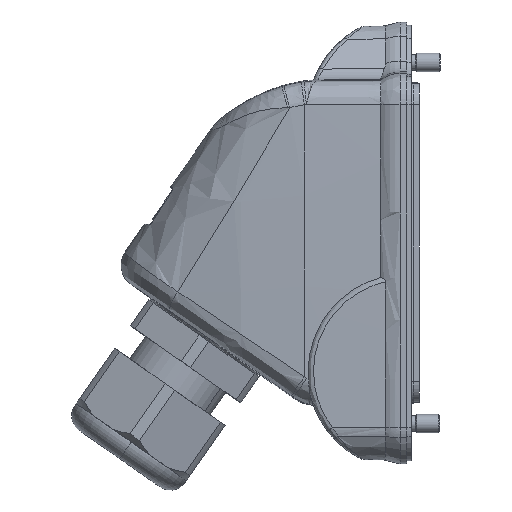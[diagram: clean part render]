
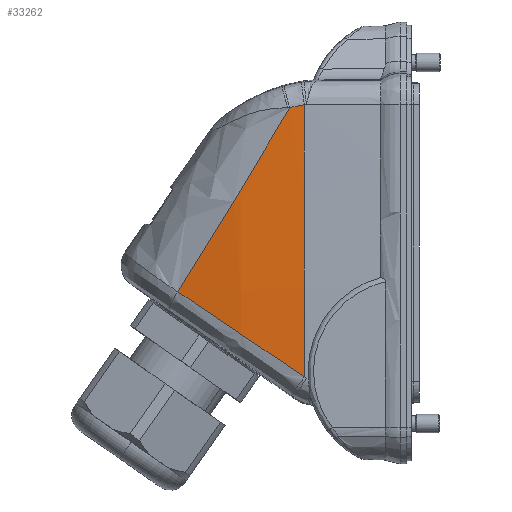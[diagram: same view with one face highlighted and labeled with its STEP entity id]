
A CAD part, left-side view. The second image highlights one B-rep face of the part: STEP entity #33262.
In plain terms, the highlighted toroidal (fillet/blend) face has major radius 1400.85 mm and minor radius 100 mm.
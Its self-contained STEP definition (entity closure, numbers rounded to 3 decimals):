
#1466=CARTESIAN_POINT('',(-17.588,8.5,
-21.877));
#9636=CARTESIAN_POINT('',(-17.535,10.874,22.114));
#9637=CARTESIAN_POINT('',(-17.539,10.761,22.146));
#9638=CARTESIAN_POINT('',(-17.548,10.41,22.24));
#9639=CARTESIAN_POINT('',(-17.561,9.818,22.38));
#9640=CARTESIAN_POINT('',(-17.572,9.139,22.511));
#9641=CARTESIAN_POINT('',(-17.576,8.699,22.578));
#9642=CARTESIAN_POINT('',(-17.577,8.5,22.605));
#9644=CARTESIAN_POINT('',(1483.1,8.5,0.));
#9645=DIRECTION('',(0.,-1.,0.));
#9646=DIRECTION('',(-1.,0.,0.015));
#9647=AXIS2_PLACEMENT_3D('',#9644,#9645,#9646);
#9649=CARTESIAN_POINT('',(-17.588,8.5,
-21.877));
#9650=CARTESIAN_POINT('',(-17.59,10.819,
-20.311));
#9651=CARTESIAN_POINT('',(-17.429,15.449,
-17.188));
#9652=CARTESIAN_POINT('',(-16.693,22.347,
-12.543));
#9653=CARTESIAN_POINT('',(-15.875,26.898,
-9.486));
#9654=CARTESIAN_POINT('',(-15.385,29.157,
-7.97));
#9656=CARTESIAN_POINT('',(-15.385,29.157,
-7.97));
#9657=CARTESIAN_POINT('',(-15.467,28.797,
-7.401));
#9658=CARTESIAN_POINT('',(-15.717,27.675,
-5.623));
#9659=CARTESIAN_POINT('',(-16.096,25.788,
-2.614));
#9660=CARTESIAN_POINT('',(-16.494,23.498,1.076));
#9661=CARTESIAN_POINT('',(-16.829,21.197,4.823));
#9662=CARTESIAN_POINT('',(-17.101,18.887,8.622));
#9663=CARTESIAN_POINT('',(-17.309,16.568,12.474));
#9664=CARTESIAN_POINT('',(-17.453,14.244,16.377));
#9665=CARTESIAN_POINT('',(-17.518,12.346,19.597));
#9666=CARTESIAN_POINT('',(-17.533,11.224,21.515));
#9667=CARTESIAN_POINT('',(-17.535,10.874,22.114));
#10299=CARTESIAN_POINT('',(-17.535,10.874,
22.114));
#12419=VERTEX_POINT('',#1466);
#12420=CARTESIAN_POINT('',(-17.577,8.5,
22.605));
#12421=VERTEX_POINT('',#12420);
#12610=VERTEX_POINT('',#10299);
#12611=VERTEX_POINT('',#9654);
#33249=CARTESIAN_POINT('',(1483.1,7.627,0.));
#33250=DIRECTION('',(0.,1.,0.));
#33251=DIRECTION('',(1.,0.,0.02));
#33252=AXIS2_PLACEMENT_3D('',#33249,#33250,#33251);
#33253=TOROIDAL_SURFACE('',#33252,1400.851,100.);
#33254=ORIENTED_EDGE('',*,*,#33235,.T.);
#33255=ORIENTED_EDGE('',*,*,#16273,.T.);
#33257=ORIENTED_EDGE('',*,*,#33256,.T.);
#33259=ORIENTED_EDGE('',*,*,#33258,.T.);
#33260=EDGE_LOOP('',(#33254,#33255,#33257,#33259));
#33261=FACE_OUTER_BOUND('',#33260,.F.);
#33262=ADVANCED_FACE('',(#33261),#33253,.T.);
#9643=B_SPLINE_CURVE_WITH_KNOTS('',3,(#9636,#9637,#9638,#9639,#9640,#9641,
#9642),.UNSPECIFIED.,.F.,.F.,(4,1,1,1,4),(0.,0.146,
0.449,0.752,1.),.UNSPECIFIED.);
#9648=CIRCLE('',#9647,1500.847);
#9655=B_SPLINE_CURVE_WITH_KNOTS('',3,(#9649,#9650,#9651,#9652,#9653,#9654),
.UNSPECIFIED.,.F.,.F.,(4,1,1,4),(0.,0.333,0.667,1.),
.UNSPECIFIED.);
#9668=B_SPLINE_CURVE_WITH_KNOTS('',3,(#9656,#9657,#9658,#9659,#9660,#9661,#9662,
#9663,#9664,#9665,#9666,#9667),.UNSPECIFIED.,.F.,.F.,(4,1,1,1,1,1,1,1,1,4),
(0.,0.057,0.179,0.302,0.427,
0.553,0.681,0.81,0.941,1.),
.UNSPECIFIED.);
#16273=EDGE_CURVE('',#12421,#12419,#9648,.T.);
#33235=EDGE_CURVE('',#12610,#12421,#9643,.T.);
#33256=EDGE_CURVE('',#12419,#12611,#9655,.T.);
#33258=EDGE_CURVE('',#12611,#12610,#9668,.T.);
